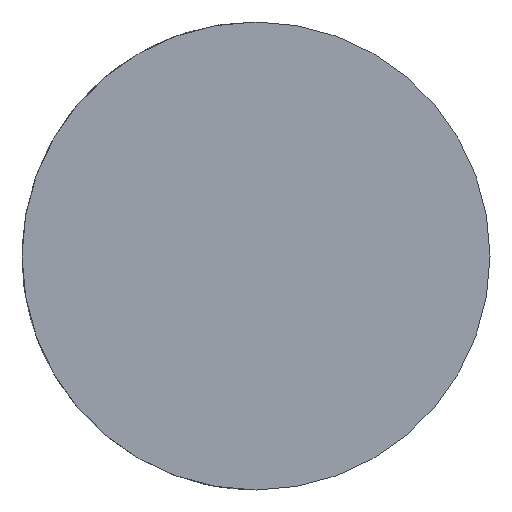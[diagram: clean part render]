
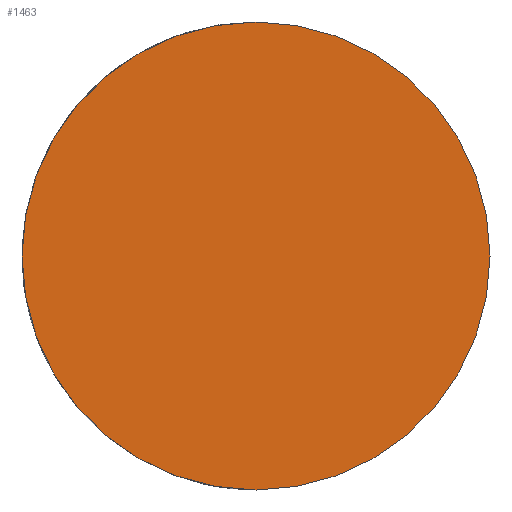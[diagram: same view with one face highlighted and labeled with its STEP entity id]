
A CAD part, front view. The second image highlights one B-rep face of the part: STEP entity #1463.
In plain terms, the highlighted planar face has unit normal (0, -1, 0).
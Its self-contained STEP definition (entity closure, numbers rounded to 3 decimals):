
#1389=AXIS2_PLACEMENT_3D('Circle Axis2P3D',#1387,#1388,$) ;
#1444=AXIS2_PLACEMENT_3D('Circle Axis2P3D',#1442,#1443,$) ;
#1457=AXIS2_PLACEMENT_3D('Plane Axis2P3D',#1454,#1455,#1456) ;
#1384=CARTESIAN_POINT('Vertex',(0.,0.,12.7)) ;
#1387=CARTESIAN_POINT('Axis2P3D Location',(0.,0.,0.)) ;
#1391=CARTESIAN_POINT('Vertex',(0.,0.,-12.7)) ;
#1442=CARTESIAN_POINT('Axis2P3D Location',(0.,0.,0.)) ;
#1454=CARTESIAN_POINT('Axis2P3D Location',(0.,0.,0.)) ;
#1388=DIRECTION('Axis2P3D Direction',(0.,-1.,-0.)) ;
#1443=DIRECTION('Axis2P3D Direction',(0.,-1.,-0.)) ;
#1455=DIRECTION('Axis2P3D Direction',(0.,-1.,0.)) ;
#1456=DIRECTION('Axis2P3D XDirection',(0.,0.,-1.)) ;
#1460=ORIENTED_EDGE('',*,*,#1393,.T.) ;
#1461=ORIENTED_EDGE('',*,*,#1446,.T.) ;
#1463=ADVANCED_FACE('Revolve4',(#1462),#1458,.T.) ;
#1390=CIRCLE('generated circle',#1389,12.7) ;
#1445=CIRCLE('generated circle',#1444,12.7) ;
#1393=EDGE_CURVE('',#1392,#1385,#1390,.T.) ;
#1446=EDGE_CURVE('',#1385,#1392,#1445,.T.) ;
#1459=EDGE_LOOP('',(#1460,#1461)) ;
#1462=FACE_OUTER_BOUND('',#1459,.T.) ;
#1458=PLANE('',#1457) ;
#1385=VERTEX_POINT('',#1384) ;
#1392=VERTEX_POINT('',#1391) ;
